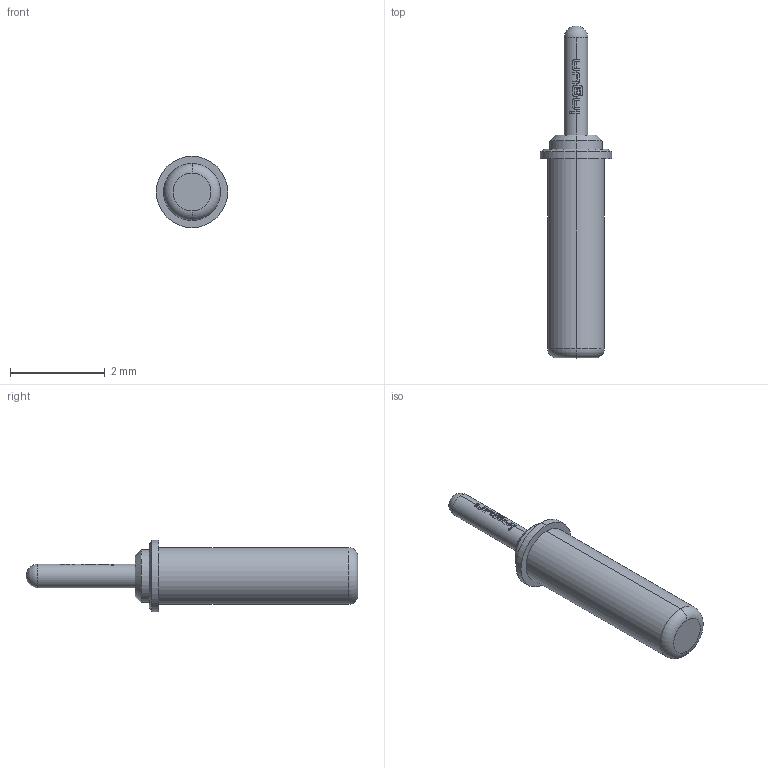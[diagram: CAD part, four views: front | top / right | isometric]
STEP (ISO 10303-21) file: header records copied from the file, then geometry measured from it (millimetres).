
FILE_DESCRIPTION (( 'STEP AP203' ), '1' );
FILE_NAME ('INGUN_GKS-961_305_050_A_xx01.STEP', '2021-09-14T09:21:29', ( 'ochi' ), ( '' ), 'SwSTEP 2.0', 'SolidWorks 2018', '' );
FILE_SCHEMA (( 'CONFIG_CONTROL_DESIGN' ));
Length unit declared in the file: millimetre
Products named in the file (1): INGUN_GKS-961_305_050_A_xx01
Bounding box: 1.5 x 7 x 1.5 mm (x, y, z)
Volume: 5.8 mm3; surface area: 24 mm2
Topology: 1 solids, 1 shells, 91 faces, 252 edges, 166 vertices
Faces by surface type: plane 44, bspline 22, cylinder 18, cone 4, torus 2, sphere 1
Entity records: 3158 total; most frequent: CARTESIAN_POINT 927, ORIENTED_EDGE 498, DIRECTION 385, EDGE_CURVE 249, VERTEX_POINT 164, AXIS2_PLACEMENT_3D 152, EDGE_LOOP 95, ADVANCED_FACE 91
